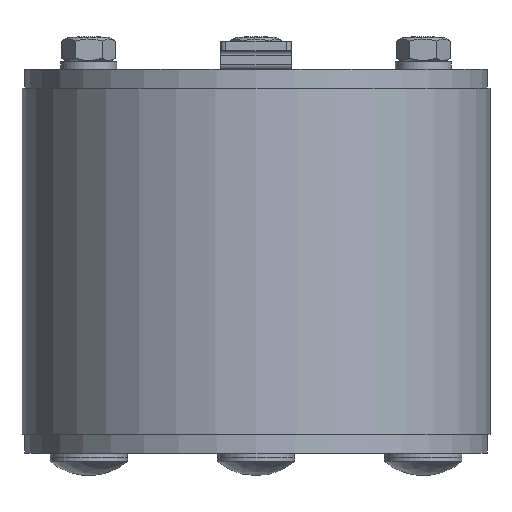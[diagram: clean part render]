
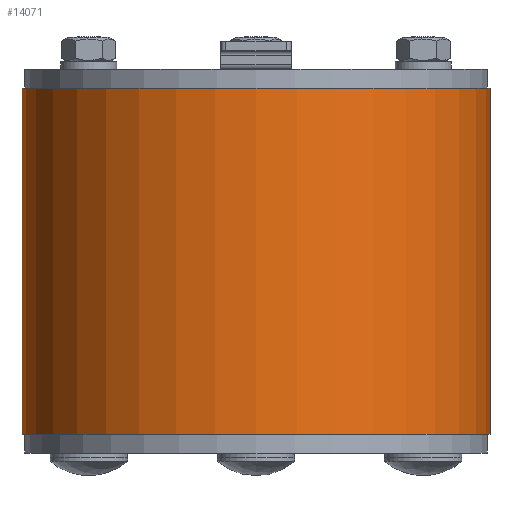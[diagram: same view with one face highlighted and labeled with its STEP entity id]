
A CAD part, front view. The second image highlights one B-rep face of the part: STEP entity #14071.
In plain terms, the highlighted cylindrical face has radius 50 mm (diameter 100 mm), a partial arc.
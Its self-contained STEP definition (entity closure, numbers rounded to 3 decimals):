
#536=CIRCLE('',#14896,50.);
#537=CIRCLE('',#14897,50.);
#688=CYLINDRICAL_SURFACE('',#14895,50.);
#807=LINE('',#19203,#2420);
#811=LINE('',#19212,#2424);
#2420=VECTOR('',#15843,74.);
#2424=VECTOR('',#15849,74.);
#4581=FACE_OUTER_BOUND('',#5379,.T.);
#5379=EDGE_LOOP('',(#10067,#10068,#10069,#10070));
#6543=VERTEX_POINT('',#19200);
#6544=VERTEX_POINT('',#19202);
#6547=VERTEX_POINT('',#19209);
#6548=VERTEX_POINT('',#19211);
#7942=EDGE_CURVE('',#6544,#6543,#807,.T.);
#7946=EDGE_CURVE('',#6547,#6548,#811,.T.);
#7948=EDGE_CURVE('',#6544,#6547,#536,.T.);
#7949=EDGE_CURVE('',#6548,#6543,#537,.T.);
#10067=ORIENTED_EDGE('',*,*,#7946,.F.);
#10068=ORIENTED_EDGE('',*,*,#7948,.F.);
#10069=ORIENTED_EDGE('',*,*,#7942,.T.);
#10070=ORIENTED_EDGE('',*,*,#7949,.F.);
#14071=ADVANCED_FACE('',(#4581),#688,.T.);
#14895=AXIS2_PLACEMENT_3D('',#19214,#15851,#15852);
#14896=AXIS2_PLACEMENT_3D('',#19215,#15853,#15854);
#14897=AXIS2_PLACEMENT_3D('',#19216,#15855,#15856);
#15843=DIRECTION('',(0.,0.,1.));
#15849=DIRECTION('',(0.,0.,1.));
#15851=DIRECTION('center_axis',(0.,0.,1.));
#15852=DIRECTION('ref_axis',(-1.,0.01,0.));
#15853=DIRECTION('center_axis',(0.,0.,-1.));
#15854=DIRECTION('ref_axis',(-1.,0.01,0.));
#15855=DIRECTION('center_axis',(0.,0.,1.));
#15856=DIRECTION('ref_axis',(-1.,0.01,0.));
#19200=CARTESIAN_POINT('',(-50.,0.,74.));
#19202=CARTESIAN_POINT('',(-50.,0.,0.));
#19203=CARTESIAN_POINT('',(-50.,0.,0.));
#19209=CARTESIAN_POINT('',(50.,0.,0.));
#19211=CARTESIAN_POINT('',(50.,0.,74.));
#19212=CARTESIAN_POINT('',(50.,0.,0.));
#19214=CARTESIAN_POINT('Origin',(0.,0.,0.));
#19215=CARTESIAN_POINT('Origin',(0.,0.,0.));
#19216=CARTESIAN_POINT('Origin',(0.,0.,74.));
